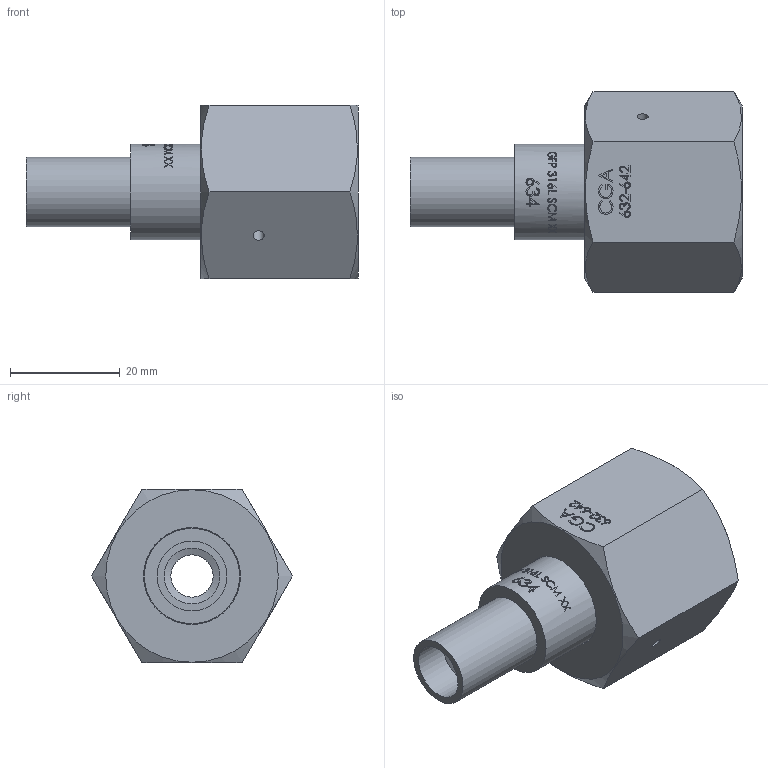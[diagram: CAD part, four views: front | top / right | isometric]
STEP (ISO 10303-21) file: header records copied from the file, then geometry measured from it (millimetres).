
FILE_DESCRIPTION (( 'STEP AP203' ), '1' );
FILE_NAME ('INL-634SS-8TS.STEP', '2024-04-30T14:26:13', ( '' ), ( '' ), 'SwSTEP 2.0', 'SolidWorks 2018', '' );
FILE_SCHEMA (( 'CONFIG_CONTROL_DESIGN' ));
Length unit declared in the file: inch
Products named in the file (1): INL-634SS-8TS
Bounding box: 60.63 x 36.66 x 31.75 mm (x, y, z)
Volume: 22495.6 mm3; surface area: 12293.7 mm2
Topology: 1 solids, 1 shells, 224 faces, 886 edges, 707 vertices
Faces by surface type: plane 92, bspline 67, cylinder 49, torus 9, cone 7
Full cylindrical faces by diameter (mm): 1.981 x2, 7.747 x1, 8.468 x1, 10.16 x1, 12.737 x1, 12.751 x1, 14.669 x1, 16.713 x1, 17.386 x1, 17.704 x1, 18.72 x1, 19.736 x1, 23.419 x1, 24.423 x6
Entity records: 18845 total; most frequent: CARTESIAN_POINT 12458, ORIENTED_EDGE 1652, EDGE_CURVE 826, DIRECTION 769, VERTEX_POINT 682, B_SPLINE_CURVE_WITH_KNOTS 455, EDGE_LOOP 296, VECTOR 277
